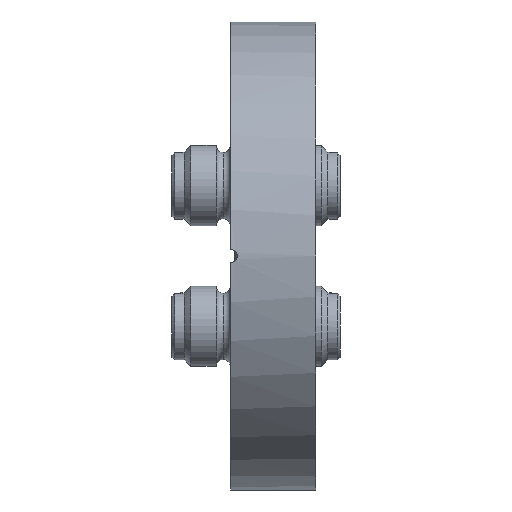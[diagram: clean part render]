
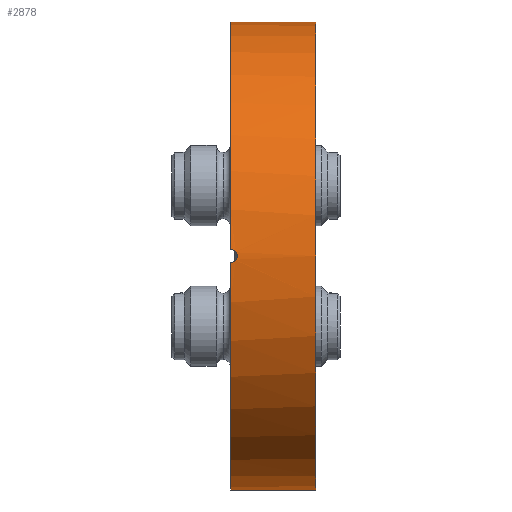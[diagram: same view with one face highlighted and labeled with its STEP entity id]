
A CAD part, left-side view. The second image highlights one B-rep face of the part: STEP entity #2878.
In plain terms, the highlighted cylindrical face has radius 34.95 mm (diameter 69.9 mm), a partial arc.
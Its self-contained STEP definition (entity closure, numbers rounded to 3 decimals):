
#42 = CARTESIAN_POINT ( 'NONE',  ( -34.947, -0.874, 0.503 ) ) ;
#73 = VECTOR ( 'NONE', #568, 1000. ) ;
#163 = LINE ( 'NONE', #3238, #2446 ) ;
#172 = CARTESIAN_POINT ( 'NONE',  ( 0., -12.7, -34.95 ) ) ;
#241 = VERTEX_POINT ( 'NONE', #1139 ) ;
#324 = CARTESIAN_POINT ( 'NONE',  ( -34.936, 0., 1. ) ) ;
#340 = CARTESIAN_POINT ( 'NONE',  ( -34.95, -1., 0.131 ) ) ;
#346 = FACE_OUTER_BOUND ( 'NONE', #1449, .T. ) ;
#398 = B_SPLINE_CURVE_WITH_KNOTS ( 'NONE', 3,
 ( #324, #627, #3295, #1514, #3595, #1817, #42, #2113, #340, #2415, #642, #2724, #927, #3018, #1231, #3306 ),
 .UNSPECIFIED., .F., .F.,
 ( 4, 2, 2, 2, 2, 2, 2, 4 ),
 ( 0., 0., 0.001, 0.001, 0.002, 0.002, 0.002, 0.003 ),
 .UNSPECIFIED. ) ;
#431 = ORIENTED_EDGE ( 'NONE', *, *, #3450, .F. ) ;
#500 = DIRECTION ( 'NONE',  ( 0., 1., 0. ) ) ;
#525 = CARTESIAN_POINT ( 'NONE',  ( -34.936, 0., -1. ) ) ;
#568 = DIRECTION ( 'NONE',  ( 0., 1., 0. ) ) ;
#571 = VERTEX_POINT ( 'NONE', #2184 ) ;
#627 = CARTESIAN_POINT ( 'NONE',  ( -34.936, -0.132, 1. ) ) ;
#642 = CARTESIAN_POINT ( 'NONE',  ( -34.949, -0.974, -0.261 ) ) ;
#872 = EDGE_CURVE ( 'NONE', #1253, #957, #2578, .T. ) ;
#927 = CARTESIAN_POINT ( 'NONE',  ( -34.945, -0.801, -0.613 ) ) ;
#957 = VERTEX_POINT ( 'NONE', #2987 ) ;
#1013 = ORIENTED_EDGE ( 'NONE', *, *, #872, .T. ) ;
#1030 = CYLINDRICAL_SURFACE ( 'NONE', #2182, 34.95 ) ;
#1038 = CARTESIAN_POINT ( 'NONE',  ( 0., -12.7, 0. ) ) ;
#1139 = CARTESIAN_POINT ( 'NONE',  ( 0., 0., -34.95 ) ) ;
#1174 = CARTESIAN_POINT ( 'NONE',  ( 0., -12.7, 0. ) ) ;
#1231 = CARTESIAN_POINT ( 'NONE',  ( -34.936, -0.264, -1. ) ) ;
#1253 = VERTEX_POINT ( 'NONE', #172 ) ;
#1307 = EDGE_CURVE ( 'NONE', #241, #3557, #3134, .T. ) ;
#1344 = CARTESIAN_POINT ( 'NONE',  ( 0., 0., 0. ) ) ;
#1426 = AXIS2_PLACEMENT_3D ( 'NONE', #1174, #3251, #1478 ) ;
#1449 = EDGE_LOOP ( 'NONE', ( #3776, #1013, #2992, #431, #3719, #2636 ) ) ;
#1460 = CARTESIAN_POINT ( 'NONE',  ( 0., -12.7, 34.95 ) ) ;
#1478 = DIRECTION ( 'NONE',  ( 0., 0., 1. ) ) ;
#1507 = EDGE_CURVE ( 'NONE', #1253, #241, #163, .T. ) ;
#1514 = CARTESIAN_POINT ( 'NONE',  ( -34.939, -0.504, 0.874 ) ) ;
#1532 = EDGE_CURVE ( 'NONE', #957, #571, #1651, .T. ) ;
#1625 = DIRECTION ( 'NONE',  ( 0., 1., 0. ) ) ;
#1651 = LINE ( 'NONE', #1460, #73 ) ;
#1652 = DIRECTION ( 'NONE',  ( 0., 0., 1. ) ) ;
#1817 = CARTESIAN_POINT ( 'NONE',  ( -34.945, -0.799, 0.615 ) ) ;
#1979 = CARTESIAN_POINT ( 'NONE',  ( -34.936, 0., 1. ) ) ;
#2113 = CARTESIAN_POINT ( 'NONE',  ( -34.949, -0.974, 0.263 ) ) ;
#2182 = AXIS2_PLACEMENT_3D ( 'NONE', #1038, #1625, #3709 ) ;
#2183 = VERTEX_POINT ( 'NONE', #1979 ) ;
#2184 = CARTESIAN_POINT ( 'NONE',  ( 0., 0., 34.95 ) ) ;
#2276 = CARTESIAN_POINT ( 'NONE',  ( 0., 0., 0. ) ) ;
#2388 = EDGE_CURVE ( 'NONE', #2183, #3557, #398, .T. ) ;
#2415 = CARTESIAN_POINT ( 'NONE',  ( -34.95, -1., -0.13 ) ) ;
#2446 = VECTOR ( 'NONE', #3534, 1000. ) ;
#2577 = DIRECTION ( 'NONE',  ( 0., 0., 1. ) ) ;
#2578 = CIRCLE ( 'NONE', #1426, 34.95 ) ;
#2636 = ORIENTED_EDGE ( 'NONE', *, *, #1307, .F. ) ;
#2724 = CARTESIAN_POINT ( 'NONE',  ( -34.947, -0.874, -0.503 ) ) ;
#2878 = ADVANCED_FACE ( 'NONE', ( #346 ), #1030, .T. ) ;
#2987 = CARTESIAN_POINT ( 'NONE',  ( 0., -12.7, 34.95 ) ) ;
#2992 = ORIENTED_EDGE ( 'NONE', *, *, #1532, .T. ) ;
#3018 = CARTESIAN_POINT ( 'NONE',  ( -34.939, -0.521, -0.893 ) ) ;
#3082 = AXIS2_PLACEMENT_3D ( 'NONE', #1344, #3427, #1652 ) ;
#3134 = CIRCLE ( 'NONE', #3145, 34.95 ) ;
#3145 = AXIS2_PLACEMENT_3D ( 'NONE', #2276, #500, #2577 ) ;
#3238 = CARTESIAN_POINT ( 'NONE',  ( 0., -12.7, -34.95 ) ) ;
#3251 = DIRECTION ( 'NONE',  ( 0., 1., 0. ) ) ;
#3295 = CARTESIAN_POINT ( 'NONE',  ( -34.936, -0.262, 0.974 ) ) ;
#3306 = CARTESIAN_POINT ( 'NONE',  ( -34.936, 0., -1. ) ) ;
#3427 = DIRECTION ( 'NONE',  ( 0., 1., 0. ) ) ;
#3450 = EDGE_CURVE ( 'NONE', #2183, #571, #3708, .T. ) ;
#3534 = DIRECTION ( 'NONE',  ( 0., 1., 0. ) ) ;
#3557 = VERTEX_POINT ( 'NONE', #525 ) ;
#3595 = CARTESIAN_POINT ( 'NONE',  ( -34.941, -0.615, 0.799 ) ) ;
#3708 = CIRCLE ( 'NONE', #3082, 34.95 ) ;
#3709 = DIRECTION ( 'NONE',  ( 0., 0., 1. ) ) ;
#3719 = ORIENTED_EDGE ( 'NONE', *, *, #2388, .T. ) ;
#3776 = ORIENTED_EDGE ( 'NONE', *, *, #1507, .F. ) ;
